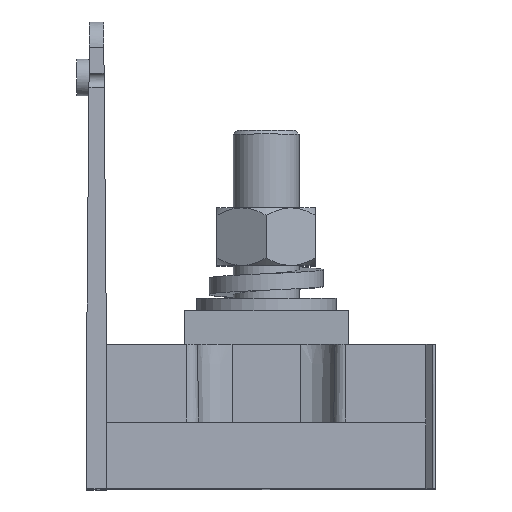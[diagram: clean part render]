
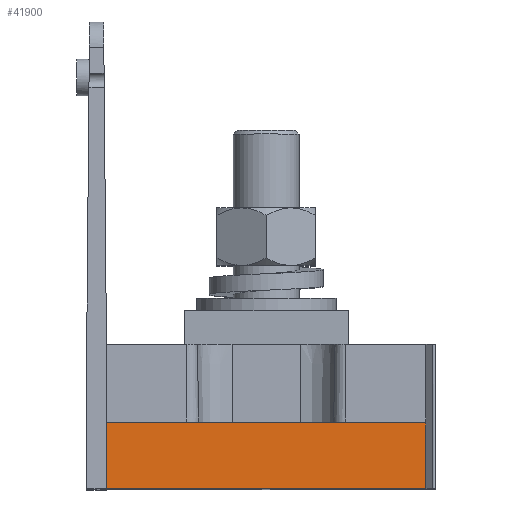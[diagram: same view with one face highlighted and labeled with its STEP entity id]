
A CAD part, top view. The second image highlights one B-rep face of the part: STEP entity #41900.
In plain terms, the highlighted planar face has unit normal (0, 0.035, 0.999).
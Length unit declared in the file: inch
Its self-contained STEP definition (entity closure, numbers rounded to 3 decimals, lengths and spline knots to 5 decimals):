
#1175 = LINE ( 'NONE', #22927, #11040 ) ;
#1896 = DIRECTION ( 'NONE',  ( 1., 0., 0. ) ) ;
#2040 = EDGE_CURVE ( 'NONE', #19406, #20931, #30778, .T. ) ;
#3606 = AXIS2_PLACEMENT_3D ( 'NONE', #43109, #17756, #47377 ) ;
#7439 = ORIENTED_EDGE ( 'NONE', *, *, #46868, .T. ) ;
#11040 = VECTOR ( 'NONE', #27188, 39.37008 ) ;
#11511 = DIRECTION ( 'NONE',  ( 0., -0.999, 0.035 ) ) ;
#13166 = CARTESIAN_POINT ( 'NONE',  ( -1.215, -0.855, 2.73254 ) ) ;
#17756 = DIRECTION ( 'NONE',  ( 0., 0.035, 0.999 ) ) ;
#19406 = VERTEX_POINT ( 'NONE', #41536 ) ;
#20931 = VERTEX_POINT ( 'NONE', #41727 ) ;
#21794 = PLANE ( 'NONE',  #3606 ) ;
#22927 = CARTESIAN_POINT ( 'NONE',  ( -1.215, -0.855, 2.73254 ) ) ;
#23389 = VECTOR ( 'NONE', #45811, 39.37008 ) ;
#25827 = EDGE_CURVE ( 'NONE', #34542, #19406, #1175, .T. ) ;
#26533 = EDGE_CURVE ( 'NONE', #34542, #51130, #30004, .T. ) ;
#27111 = CARTESIAN_POINT ( 'NONE',  ( -1.215, -1.355, 2.75 ) ) ;
#27188 = DIRECTION ( 'NONE',  ( 1., 0., 0. ) ) ;
#30004 = LINE ( 'NONE', #41569, #23389 ) ;
#30778 = LINE ( 'NONE', #41098, #42087 ) ;
#31331 = VECTOR ( 'NONE', #1896, 39.37008 ) ;
#34021 = FACE_OUTER_BOUND ( 'NONE', #42608, .T. ) ;
#34542 = VERTEX_POINT ( 'NONE', #13166 ) ;
#41098 = CARTESIAN_POINT ( 'NONE',  ( 1.215, -1.355, 2.75 ) ) ;
#41536 = CARTESIAN_POINT ( 'NONE',  ( 1.215, -0.855, 2.73254 ) ) ;
#41569 = CARTESIAN_POINT ( 'NONE',  ( -1.215, -1.355, 2.75 ) ) ;
#41727 = CARTESIAN_POINT ( 'NONE',  ( 1.215, -1.355, 2.75 ) ) ;
#41900 = ADVANCED_FACE ( 'NONE', ( #34021 ), #21794, .T. ) ;
#42087 = VECTOR ( 'NONE', #11511, 39.37008 ) ;
#42608 = EDGE_LOOP ( 'NONE', ( #54145, #49299, #48815, #7439 ) ) ;
#43109 = CARTESIAN_POINT ( 'NONE',  ( -1.215, -1.355, 2.75 ) ) ;
#43949 = LINE ( 'NONE', #27111, #31331 ) ;
#45811 = DIRECTION ( 'NONE',  ( 0., -0.999, 0.035 ) ) ;
#46185 = CARTESIAN_POINT ( 'NONE',  ( -1.215, -1.355, 2.75 ) ) ;
#46868 = EDGE_CURVE ( 'NONE', #51130, #20931, #43949, .T. ) ;
#47377 = DIRECTION ( 'NONE',  ( 0., -0.999, 0.035 ) ) ;
#48815 = ORIENTED_EDGE ( 'NONE', *, *, #26533, .T. ) ;
#49299 = ORIENTED_EDGE ( 'NONE', *, *, #25827, .F. ) ;
#51130 = VERTEX_POINT ( 'NONE', #46185 ) ;
#54145 = ORIENTED_EDGE ( 'NONE', *, *, #2040, .F. ) ;
